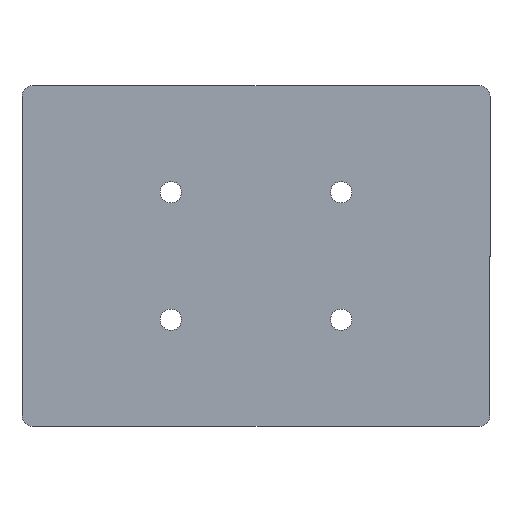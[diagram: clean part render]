
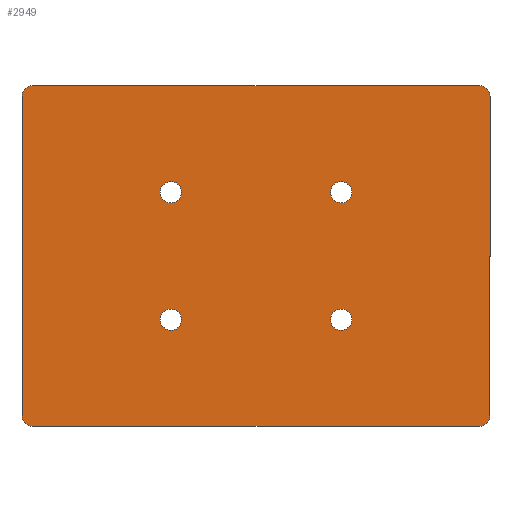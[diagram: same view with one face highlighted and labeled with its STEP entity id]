
A CAD part, front view. The second image highlights one B-rep face of the part: STEP entity #2949.
In plain terms, the highlighted planar face has unit normal (0, -1, 0).
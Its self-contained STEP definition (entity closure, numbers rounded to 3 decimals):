
#11 = CARTESIAN_POINT ( 'NONE',  ( 20., 0., -15. ) ) ;
#26 = CARTESIAN_POINT ( 'NONE',  ( -20., 0., -15. ) ) ;
#53 = AXIS2_PLACEMENT_3D ( 'NONE', #2172, #2520, #2487 ) ;
#56 = CIRCLE ( 'NONE', #2895, 2.5 ) ;
#79 = PLANE ( 'NONE',  #2996 ) ;
#82 = EDGE_CURVE ( 'NONE', #1685, #2204, #587, .T. ) ;
#102 = CARTESIAN_POINT ( 'NONE',  ( -52.5, 0., 37.5 ) ) ;
#114 = CARTESIAN_POINT ( 'NONE',  ( 52.5, 0., -40. ) ) ;
#182 = EDGE_CURVE ( 'NONE', #545, #3274, #1618, .T. ) ;
#224 = AXIS2_PLACEMENT_3D ( 'NONE', #2737, #2521, #1254 ) ;
#229 = EDGE_CURVE ( 'NONE', #545, #1043, #930, .T. ) ;
#246 = ORIENTED_EDGE ( 'NONE', *, *, #182, .T. ) ;
#273 = CARTESIAN_POINT ( 'NONE',  ( -52.5, 0., 40. ) ) ;
#284 = VERTEX_POINT ( 'NONE', #2987 ) ;
#291 = ORIENTED_EDGE ( 'NONE', *, *, #2482, .F. ) ;
#319 = DIRECTION ( 'NONE',  ( -1., 0., 0. ) ) ;
#341 = EDGE_CURVE ( 'NONE', #2782, #438, #1886, .T. ) ;
#343 = FACE_OUTER_BOUND ( 'NONE', #1006, .T. ) ;
#368 = CIRCLE ( 'NONE', #2254, 2.5 ) ;
#369 = DIRECTION ( 'NONE',  ( 0., 0., 1. ) ) ;
#412 = EDGE_LOOP ( 'NONE', ( #3313, #1427 ) ) ;
#433 = CARTESIAN_POINT ( 'NONE',  ( 20., 0., 17.5 ) ) ;
#438 = VERTEX_POINT ( 'NONE', #1053 ) ;
#481 = EDGE_LOOP ( 'NONE', ( #1154, #3171 ) ) ;
#489 = DIRECTION ( 'NONE',  ( 0., 1., 0. ) ) ;
#538 = VECTOR ( 'NONE', #1647, 1000. ) ;
#545 = VERTEX_POINT ( 'NONE', #273 ) ;
#587 = LINE ( 'NONE', #1871, #1994 ) ;
#598 = FACE_BOUND ( 'NONE', #1280, .T. ) ;
#616 = CARTESIAN_POINT ( 'NONE',  ( 20., 0., -12.5 ) ) ;
#626 = DIRECTION ( 'NONE',  ( 0., 0., 1. ) ) ;
#647 = CARTESIAN_POINT ( 'NONE',  ( -55., 0., -37.5 ) ) ;
#659 = DIRECTION ( 'NONE',  ( 0., 1., 0. ) ) ;
#701 = AXIS2_PLACEMENT_3D ( 'NONE', #102, #2200, #1891 ) ;
#760 = AXIS2_PLACEMENT_3D ( 'NONE', #1677, #904, #925 ) ;
#763 = CARTESIAN_POINT ( 'NONE',  ( 20., 0., 15. ) ) ;
#784 = CARTESIAN_POINT ( 'NONE',  ( -55., 0., 37.5 ) ) ;
#807 = CIRCLE ( 'NONE', #2671, 2.5 ) ;
#890 = ORIENTED_EDGE ( 'NONE', *, *, #1967, .T. ) ;
#904 = DIRECTION ( 'NONE',  ( 0., -1., 0. ) ) ;
#909 = AXIS2_PLACEMENT_3D ( 'NONE', #2879, #1073, #1860 ) ;
#923 = CARTESIAN_POINT ( 'NONE',  ( 20., 0., 12.5 ) ) ;
#925 = DIRECTION ( 'NONE',  ( 0., 0., 1. ) ) ;
#930 = LINE ( 'NONE', #1953, #3074 ) ;
#934 = ORIENTED_EDGE ( 'NONE', *, *, #2081, .T. ) ;
#999 = VERTEX_POINT ( 'NONE', #647 ) ;
#1006 = EDGE_LOOP ( 'NONE', ( #1062, #246, #3080, #2267, #2910, #934, #291, #890 ) ) ;
#1043 = VERTEX_POINT ( 'NONE', #2071 ) ;
#1053 = CARTESIAN_POINT ( 'NONE',  ( 20., 0., -17.5 ) ) ;
#1062 = ORIENTED_EDGE ( 'NONE', *, *, #229, .F. ) ;
#1073 = DIRECTION ( 'NONE',  ( 0., 1., 0. ) ) ;
#1086 = CARTESIAN_POINT ( 'NONE',  ( 55., 0., 37.5 ) ) ;
#1090 = ORIENTED_EDGE ( 'NONE', *, *, #2398, .T. ) ;
#1154 = ORIENTED_EDGE ( 'NONE', *, *, #1375, .T. ) ;
#1175 = LINE ( 'NONE', #1695, #538 ) ;
#1254 = DIRECTION ( 'NONE',  ( 0., 0., 1. ) ) ;
#1280 = EDGE_LOOP ( 'NONE', ( #2960, #1090 ) ) ;
#1334 = CARTESIAN_POINT ( 'NONE',  ( 20., 0., 15. ) ) ;
#1339 = EDGE_CURVE ( 'NONE', #2707, #1524, #3163, .T. ) ;
#1365 = FACE_BOUND ( 'NONE', #481, .T. ) ;
#1369 = DIRECTION ( 'NONE',  ( 0., 0., 1. ) ) ;
#1375 = EDGE_CURVE ( 'NONE', #1524, #2707, #1607, .T. ) ;
#1427 = ORIENTED_EDGE ( 'NONE', *, *, #1552, .T. ) ;
#1443 = VERTEX_POINT ( 'NONE', #2736 ) ;
#1457 = CIRCLE ( 'NONE', #2574, 2.5 ) ;
#1520 = CIRCLE ( 'NONE', #760, 2.5 ) ;
#1524 = VERTEX_POINT ( 'NONE', #3115 ) ;
#1542 = DIRECTION ( 'NONE',  ( 0., 1., 0. ) ) ;
#1552 = EDGE_CURVE ( 'NONE', #1744, #2208, #56, .T. ) ;
#1591 = CARTESIAN_POINT ( 'NONE',  ( -20., 0., 12.5 ) ) ;
#1607 = CIRCLE ( 'NONE', #2846, 2.5 ) ;
#1618 = CIRCLE ( 'NONE', #701, 2.5 ) ;
#1647 = DIRECTION ( 'NONE',  ( 0., 0., -1. ) ) ;
#1677 = CARTESIAN_POINT ( 'NONE',  ( 52.5, 0., -37.5 ) ) ;
#1685 = VERTEX_POINT ( 'NONE', #114 ) ;
#1695 = CARTESIAN_POINT ( 'NONE',  ( 55., 0., -40. ) ) ;
#1744 = VERTEX_POINT ( 'NONE', #923 ) ;
#1825 = DIRECTION ( 'NONE',  ( 0., 0., 1. ) ) ;
#1860 = DIRECTION ( 'NONE',  ( 0., 0., 1. ) ) ;
#1871 = CARTESIAN_POINT ( 'NONE',  ( -55., 0., -40. ) ) ;
#1886 = CIRCLE ( 'NONE', #224, 2.5 ) ;
#1891 = DIRECTION ( 'NONE',  ( 0., 0., 1. ) ) ;
#1924 = ORIENTED_EDGE ( 'NONE', *, *, #3266, .T. ) ;
#1951 = EDGE_CURVE ( 'NONE', #999, #2204, #368, .T. ) ;
#1953 = CARTESIAN_POINT ( 'NONE',  ( -55., 0., 40. ) ) ;
#1967 = EDGE_CURVE ( 'NONE', #2448, #1043, #807, .T. ) ;
#1989 = CARTESIAN_POINT ( 'NONE',  ( -20., 0., -17.5 ) ) ;
#1990 = CIRCLE ( 'NONE', #2851, 2.5 ) ;
#1994 = VECTOR ( 'NONE', #319, 1000. ) ;
#1996 = EDGE_CURVE ( 'NONE', #2208, #1744, #3222, .T. ) ;
#2045 = CARTESIAN_POINT ( 'NONE',  ( -52.5, 0., -37.5 ) ) ;
#2052 = AXIS2_PLACEMENT_3D ( 'NONE', #1334, #2383, #2108 ) ;
#2071 = CARTESIAN_POINT ( 'NONE',  ( 52.5, 0., 40. ) ) ;
#2081 = EDGE_CURVE ( 'NONE', #1685, #284, #1520, .T. ) ;
#2093 = DIRECTION ( 'NONE',  ( 0., 1., 0. ) ) ;
#2108 = DIRECTION ( 'NONE',  ( 0., 0., 1. ) ) ;
#2121 = DIRECTION ( 'NONE',  ( 0., 0., 1. ) ) ;
#2172 = CARTESIAN_POINT ( 'NONE',  ( -20., 0., 15. ) ) ;
#2200 = DIRECTION ( 'NONE',  ( 0., -1., 0. ) ) ;
#2202 = CARTESIAN_POINT ( 'NONE',  ( -55., 0., -40. ) ) ;
#2204 = VERTEX_POINT ( 'NONE', #2538 ) ;
#2208 = VERTEX_POINT ( 'NONE', #433 ) ;
#2243 = ORIENTED_EDGE ( 'NONE', *, *, #341, .T. ) ;
#2254 = AXIS2_PLACEMENT_3D ( 'NONE', #2045, #3068, #1369 ) ;
#2267 = ORIENTED_EDGE ( 'NONE', *, *, #1951, .T. ) ;
#2383 = DIRECTION ( 'NONE',  ( 0., 1., 0. ) ) ;
#2392 = CARTESIAN_POINT ( 'NONE',  ( 0., 0., 0. ) ) ;
#2398 = EDGE_CURVE ( 'NONE', #3302, #1443, #1990, .T. ) ;
#2448 = VERTEX_POINT ( 'NONE', #1086 ) ;
#2482 = EDGE_CURVE ( 'NONE', #2448, #284, #1175, .T. ) ;
#2487 = DIRECTION ( 'NONE',  ( 0., 0., 1. ) ) ;
#2520 = DIRECTION ( 'NONE',  ( 0., 1., 0. ) ) ;
#2521 = DIRECTION ( 'NONE',  ( 0., 1., 0. ) ) ;
#2538 = CARTESIAN_POINT ( 'NONE',  ( -52.5, 0., -40. ) ) ;
#2574 = AXIS2_PLACEMENT_3D ( 'NONE', #11, #489, #3288 ) ;
#2671 = AXIS2_PLACEMENT_3D ( 'NONE', #3148, #3117, #2121 ) ;
#2683 = DIRECTION ( 'NONE',  ( 1., 0., 0. ) ) ;
#2707 = VERTEX_POINT ( 'NONE', #1591 ) ;
#2736 = CARTESIAN_POINT ( 'NONE',  ( -20., 0., -12.5 ) ) ;
#2737 = CARTESIAN_POINT ( 'NONE',  ( 20., 0., -15. ) ) ;
#2769 = EDGE_CURVE ( 'NONE', #1443, #3302, #3119, .T. ) ;
#2782 = VERTEX_POINT ( 'NONE', #616 ) ;
#2791 = CARTESIAN_POINT ( 'NONE',  ( -20., 0., 15. ) ) ;
#2841 = DIRECTION ( 'NONE',  ( 0., 0., 1. ) ) ;
#2846 = AXIS2_PLACEMENT_3D ( 'NONE', #2791, #3200, #369 ) ;
#2851 = AXIS2_PLACEMENT_3D ( 'NONE', #26, #2093, #1825 ) ;
#2879 = CARTESIAN_POINT ( 'NONE',  ( -20., 0., -15. ) ) ;
#2895 = AXIS2_PLACEMENT_3D ( 'NONE', #763, #1542, #2841 ) ;
#2910 = ORIENTED_EDGE ( 'NONE', *, *, #82, .F. ) ;
#2945 = VECTOR ( 'NONE', #3199, 1000. ) ;
#2949 = ADVANCED_FACE ( 'NONE', ( #2964, #1365, #3205, #598, #343 ), #79, .F. ) ;
#2959 = LINE ( 'NONE', #2202, #2945 ) ;
#2960 = ORIENTED_EDGE ( 'NONE', *, *, #2769, .T. ) ;
#2964 = FACE_BOUND ( 'NONE', #3036, .T. ) ;
#2987 = CARTESIAN_POINT ( 'NONE',  ( 55., 0., -37.5 ) ) ;
#2996 = AXIS2_PLACEMENT_3D ( 'NONE', #2392, #659, #626 ) ;
#3036 = EDGE_LOOP ( 'NONE', ( #2243, #1924 ) ) ;
#3068 = DIRECTION ( 'NONE',  ( 0., -1., 0. ) ) ;
#3074 = VECTOR ( 'NONE', #2683, 1000. ) ;
#3080 = ORIENTED_EDGE ( 'NONE', *, *, #3204, .F. ) ;
#3115 = CARTESIAN_POINT ( 'NONE',  ( -20., 0., 17.5 ) ) ;
#3117 = DIRECTION ( 'NONE',  ( 0., -1., 0. ) ) ;
#3119 = CIRCLE ( 'NONE', #909, 2.5 ) ;
#3148 = CARTESIAN_POINT ( 'NONE',  ( 52.5, 0., 37.5 ) ) ;
#3163 = CIRCLE ( 'NONE', #53, 2.5 ) ;
#3171 = ORIENTED_EDGE ( 'NONE', *, *, #1339, .T. ) ;
#3199 = DIRECTION ( 'NONE',  ( 0., 0., 1. ) ) ;
#3200 = DIRECTION ( 'NONE',  ( 0., 1., 0. ) ) ;
#3204 = EDGE_CURVE ( 'NONE', #999, #3274, #2959, .T. ) ;
#3205 = FACE_BOUND ( 'NONE', #412, .T. ) ;
#3222 = CIRCLE ( 'NONE', #2052, 2.5 ) ;
#3266 = EDGE_CURVE ( 'NONE', #438, #2782, #1457, .T. ) ;
#3274 = VERTEX_POINT ( 'NONE', #784 ) ;
#3288 = DIRECTION ( 'NONE',  ( 0., 0., 1. ) ) ;
#3302 = VERTEX_POINT ( 'NONE', #1989 ) ;
#3313 = ORIENTED_EDGE ( 'NONE', *, *, #1996, .T. ) ;
